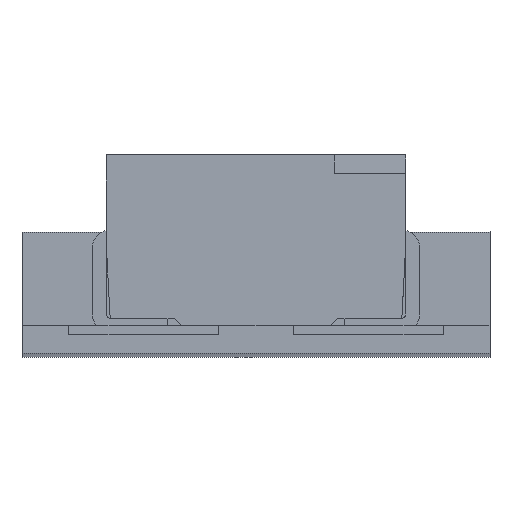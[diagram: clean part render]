
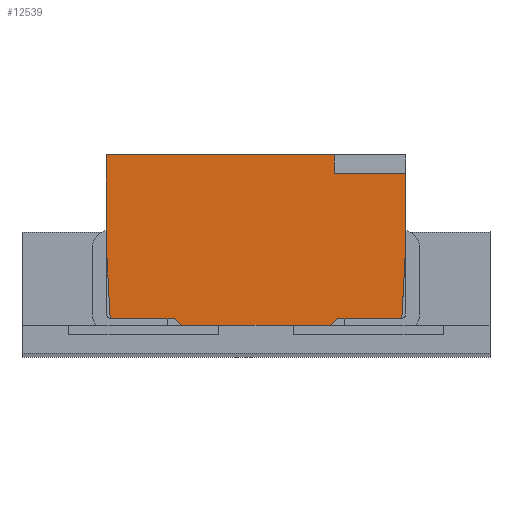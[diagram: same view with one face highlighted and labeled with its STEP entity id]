
A CAD part, top view. The second image highlights one B-rep face of the part: STEP entity #12539.
In plain terms, the highlighted face is planar.
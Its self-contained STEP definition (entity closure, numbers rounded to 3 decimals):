
#11288=DIRECTION('',(0.,0.,-1.));
#11289=VECTOR('',#11288,0.95);
#11290=CARTESIAN_POINT('',(-1.6,-1.4,1.9));
#11291=LINE('',#11290,#11289);
#11295=DIRECTION('',(-1.,0.,0.));
#11296=VECTOR('',#11295,2.434);
#11297=CARTESIAN_POINT('',(0.834,-1.4,1.9));
#11298=LINE('',#11297,#11296);
#11302=DIRECTION('',(-1.,0.,0.));
#11303=VECTOR('',#11302,0.766);
#11304=CARTESIAN_POINT('',(1.6,-1.4,1.7));
#11305=LINE('',#11304,#11303);
#11309=DIRECTION('',(0.,0.,1.));
#11310=VECTOR('',#11309,0.75);
#11311=CARTESIAN_POINT('',(1.6,-1.4,0.95));
#11312=LINE('',#11311,#11310);
#11316=DIRECTION('',(0.052,0.,0.999));
#11317=VECTOR('',#11316,0.801);
#11318=CARTESIAN_POINT('',(1.558,-1.4,0.15));
#11319=LINE('',#11318,#11317);
#11323=DIRECTION('',(1.,0.,0.));
#11324=VECTOR('',#11323,0.683);
#11325=CARTESIAN_POINT('',(0.875,-1.4,0.15));
#11326=LINE('',#11325,#11324);
#11330=DIRECTION('',(0.707,0.,0.707));
#11331=VECTOR('',#11330,0.106);
#11332=CARTESIAN_POINT('',(0.8,-1.4,0.075));
#11333=LINE('',#11332,#11331);
#11337=DIRECTION('',(1.,0.,0.));
#11338=VECTOR('',#11337,1.6);
#11339=CARTESIAN_POINT('',(-0.8,-1.4,0.075));
#11340=LINE('',#11339,#11338);
#11344=DIRECTION('',(0.707,0.,-0.707));
#11345=VECTOR('',#11344,0.106);
#11346=CARTESIAN_POINT('',(-0.875,-1.4,0.15));
#11347=LINE('',#11346,#11345);
#11351=DIRECTION('',(1.,0.,0.));
#11352=VECTOR('',#11351,0.683);
#11353=CARTESIAN_POINT('',(-1.558,-1.4,0.15));
#11354=LINE('',#11353,#11352);
#11358=DIRECTION('',(0.052,0.,-0.999));
#11359=VECTOR('',#11358,0.801);
#11360=CARTESIAN_POINT('',(-1.6,-1.4,0.95));
#11361=LINE('',#11360,#11359);
#11519=DIRECTION('',(0.,0.,-1.));
#11520=VECTOR('',#11519,0.2);
#11521=CARTESIAN_POINT('',(0.834,-1.4,1.9));
#11522=LINE('',#11521,#11520);
#12232=CARTESIAN_POINT('',(-0.875,-1.4,0.15));
#12234=VERTEX_POINT('',#12232);
#12276=CARTESIAN_POINT('',(0.834,-1.4,1.7));
#12278=VERTEX_POINT('',#12276);
#12287=CARTESIAN_POINT('',(0.834,-1.4,1.9));
#12288=VERTEX_POINT('',#12287);
#12301=CARTESIAN_POINT('',(-1.6,-1.4,1.9));
#12302=VERTEX_POINT('',#12301);
#12307=CARTESIAN_POINT('',(-1.6,-1.4,0.95));
#12308=CARTESIAN_POINT('',(-1.558,-1.4,0.15));
#12309=VERTEX_POINT('',#12307);
#12310=VERTEX_POINT('',#12308);
#12339=CARTESIAN_POINT('',(0.8,-1.4,0.075));
#12340=VERTEX_POINT('',#12339);
#12355=CARTESIAN_POINT('',(-0.8,-1.4,0.075));
#12356=VERTEX_POINT('',#12355);
#12371=CARTESIAN_POINT('',(1.6,-1.4,0.95));
#12372=CARTESIAN_POINT('',(1.6,-1.4,1.7));
#12373=VERTEX_POINT('',#12371);
#12374=VERTEX_POINT('',#12372);
#12395=CARTESIAN_POINT('',(1.558,-1.4,0.15));
#12396=VERTEX_POINT('',#12395);
#12399=CARTESIAN_POINT('',(0.875,-1.4,0.15));
#12400=VERTEX_POINT('',#12399);
#12509=CARTESIAN_POINT('',(0.,-1.4,0.));
#12510=DIRECTION('',(0.,1.,0.));
#12511=DIRECTION('',(0.,0.,1.));
#12512=AXIS2_PLACEMENT_3D('',#12509,#12510,#12511);
#12513=PLANE('',#12512);
#12515=ORIENTED_EDGE('',*,*,#12514,.F.);
#12517=ORIENTED_EDGE('',*,*,#12516,.F.);
#12519=ORIENTED_EDGE('',*,*,#12518,.T.);
#12521=ORIENTED_EDGE('',*,*,#12520,.F.);
#12523=ORIENTED_EDGE('',*,*,#12522,.F.);
#12524=ORIENTED_EDGE('',*,*,#12470,.F.);
#12526=ORIENTED_EDGE('',*,*,#12525,.F.);
#12528=ORIENTED_EDGE('',*,*,#12527,.F.);
#12530=ORIENTED_EDGE('',*,*,#12529,.F.);
#12532=ORIENTED_EDGE('',*,*,#12531,.F.);
#12534=ORIENTED_EDGE('',*,*,#12533,.F.);
#12536=ORIENTED_EDGE('',*,*,#12535,.F.);
#12537=EDGE_LOOP('',(#12515,#12517,#12519,#12521,#12523,#12524,#12526,#12528,
#12530,#12532,#12534,#12536));
#12538=FACE_OUTER_BOUND('',#12537,.F.);
#12470=EDGE_CURVE('',#12396,#12373,#11319,.T.);
#12514=EDGE_CURVE('',#12302,#12309,#11291,.T.);
#12516=EDGE_CURVE('',#12288,#12302,#11298,.T.);
#12518=EDGE_CURVE('',#12288,#12278,#11522,.T.);
#12520=EDGE_CURVE('',#12374,#12278,#11305,.T.);
#12522=EDGE_CURVE('',#12373,#12374,#11312,.T.);
#12525=EDGE_CURVE('',#12400,#12396,#11326,.T.);
#12527=EDGE_CURVE('',#12340,#12400,#11333,.T.);
#12529=EDGE_CURVE('',#12356,#12340,#11340,.T.);
#12531=EDGE_CURVE('',#12234,#12356,#11347,.T.);
#12533=EDGE_CURVE('',#12310,#12234,#11354,.T.);
#12535=EDGE_CURVE('',#12309,#12310,#11361,.T.);
#12539=ADVANCED_FACE('',(#12538),#12513,.F.);
